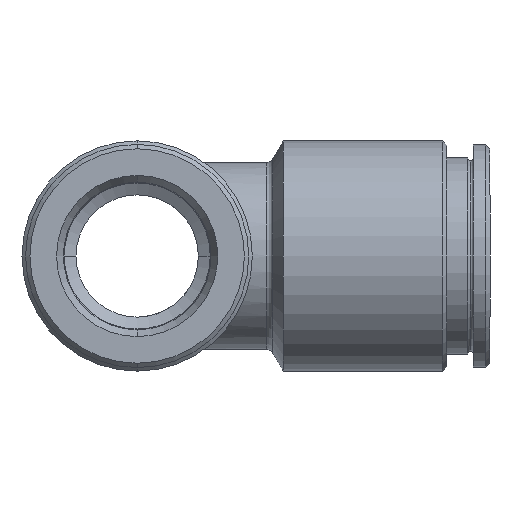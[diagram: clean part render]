
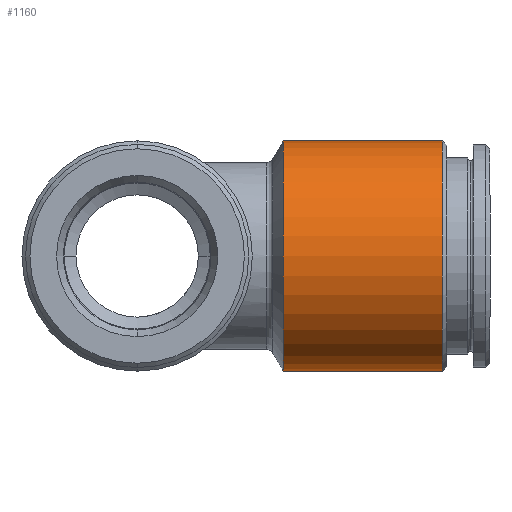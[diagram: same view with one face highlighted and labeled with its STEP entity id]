
A CAD part, left-side view. The second image highlights one B-rep face of the part: STEP entity #1160.
In plain terms, the highlighted cylindrical face has radius 8 mm (diameter 16 mm), a partial arc.
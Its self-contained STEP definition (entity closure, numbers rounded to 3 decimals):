
#5 = VERTEX_POINT ( 'NONE', #2347 ) ;
#100 = DIRECTION ( 'NONE',  ( 0., 1., 0. ) ) ;
#176 = DIRECTION ( 'NONE',  ( 0., 1., 0. ) ) ;
#254 = DIRECTION ( 'NONE',  ( 0., 0., 1. ) ) ;
#255 = DIRECTION ( 'NONE',  ( 0., -1., 0. ) ) ;
#568 = AXIS2_PLACEMENT_3D ( 'NONE', #1598, #2272, #254 ) ;
#701 = CARTESIAN_POINT ( 'NONE',  ( 0., -21.2, -8. ) ) ;
#771 = LINE ( 'NONE', #1863, #1612 ) ;
#847 = VECTOR ( 'NONE', #1922, 1000. ) ;
#854 = EDGE_LOOP ( 'NONE', ( #1983, #1912, #1268, #964 ) ) ;
#964 = ORIENTED_EDGE ( 'NONE', *, *, #2234, .T. ) ;
#1072 = VERTEX_POINT ( 'NONE', #1519 ) ;
#1160 = ADVANCED_FACE ( 'NONE', ( #2670 ), #1923, .T. ) ;
#1268 = ORIENTED_EDGE ( 'NONE', *, *, #2099, .T. ) ;
#1403 = VERTEX_POINT ( 'NONE', #2737 ) ;
#1501 = EDGE_CURVE ( 'NONE', #2183, #1403, #2600, .T. ) ;
#1519 = CARTESIAN_POINT ( 'NONE',  ( 0., -21.2, 8. ) ) ;
#1598 = CARTESIAN_POINT ( 'NONE',  ( 0., -21.2, 0. ) ) ;
#1612 = VECTOR ( 'NONE', #100, 1000. ) ;
#1803 = DIRECTION ( 'NONE',  ( 1., 0., 0. ) ) ;
#1818 = CIRCLE ( 'NONE', #2281, 8. ) ;
#1863 = CARTESIAN_POINT ( 'NONE',  ( 0., 0., 8. ) ) ;
#1865 = CARTESIAN_POINT ( 'NONE',  ( 0., 0., -8. ) ) ;
#1912 = ORIENTED_EDGE ( 'NONE', *, *, #2707, .T. ) ;
#1922 = DIRECTION ( 'NONE',  ( 0., 1., 0. ) ) ;
#1923 = CYLINDRICAL_SURFACE ( 'NONE', #2758, 8. ) ;
#1934 = DIRECTION ( 'NONE',  ( 0., 0., 1. ) ) ;
#1983 = ORIENTED_EDGE ( 'NONE', *, *, #1501, .F. ) ;
#2099 = EDGE_CURVE ( 'NONE', #1072, #5, #771, .T. ) ;
#2183 = VERTEX_POINT ( 'NONE', #701 ) ;
#2234 = EDGE_CURVE ( 'NONE', #5, #1403, #1818, .T. ) ;
#2270 = CIRCLE ( 'NONE', #568, 8. ) ;
#2272 = DIRECTION ( 'NONE',  ( 0., 1., 0. ) ) ;
#2281 = AXIS2_PLACEMENT_3D ( 'NONE', #2698, #255, #1803 ) ;
#2347 = CARTESIAN_POINT ( 'NONE',  ( 0., -10.155, 8. ) ) ;
#2600 = LINE ( 'NONE', #1865, #847 ) ;
#2670 = FACE_OUTER_BOUND ( 'NONE', #854, .T. ) ;
#2698 = CARTESIAN_POINT ( 'NONE',  ( 0., -10.155, 0. ) ) ;
#2707 = EDGE_CURVE ( 'NONE', #2183, #1072, #2270, .T. ) ;
#2737 = CARTESIAN_POINT ( 'NONE',  ( 0., -10.155, -8. ) ) ;
#2758 = AXIS2_PLACEMENT_3D ( 'NONE', #2838, #176, #1934 ) ;
#2838 = CARTESIAN_POINT ( 'NONE',  ( 0., 0., 0. ) ) ;
